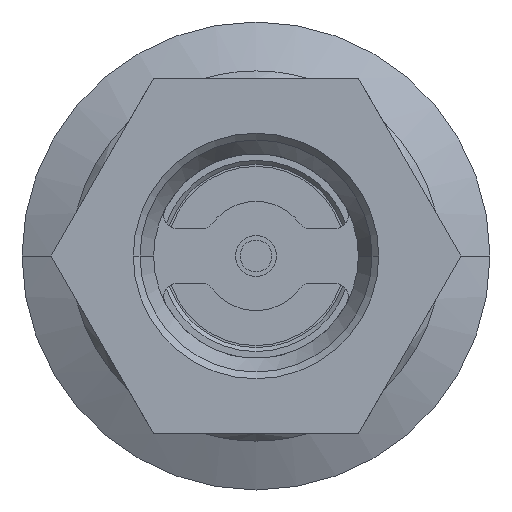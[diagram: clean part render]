
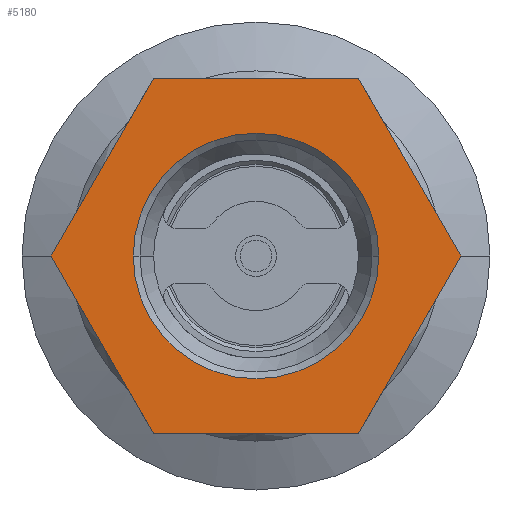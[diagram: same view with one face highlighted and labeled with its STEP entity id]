
A CAD part, left-side view. The second image highlights one B-rep face of the part: STEP entity #5180.
In plain terms, the highlighted planar face has unit normal (-1, 0, 0).
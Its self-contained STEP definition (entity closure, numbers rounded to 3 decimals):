
#3477=DIRECTION('',(0.,-1.,0.));
#3478=VECTOR('',#3477,15.011);
#3479=CARTESIAN_POINT('',(4234.189,313.02,13.));
#3480=LINE('',#3479,#3478);
#3527=DIRECTION('',(0.,0.5,-0.866));
#3528=VECTOR('',#3527,15.011);
#3529=CARTESIAN_POINT('',(4234.189,313.02,13.));
#3530=LINE('',#3529,#3528);
#3531=DIRECTION('',(0.,0.5,0.866));
#3532=VECTOR('',#3531,15.011);
#3533=CARTESIAN_POINT('',(4234.189,290.503,
0.));
#3534=LINE('',#3533,#3532);
#3535=DIRECTION('',(0.,-0.5,0.866));
#3536=VECTOR('',#3535,15.011);
#3537=CARTESIAN_POINT('',(4234.189,298.009,-13.));
#3538=LINE('',#3537,#3536);
#3539=DIRECTION('',(0.,-0.5,-0.866));
#3540=VECTOR('',#3539,15.011);
#3541=CARTESIAN_POINT('',(4234.189,320.525,
0.));
#3542=LINE('',#3541,#3540);
#3543=CARTESIAN_POINT('',(4234.189,305.514,0.));
#3544=DIRECTION('',(1.,0.,0.));
#3545=DIRECTION('',(0.,1.,0.));
#3546=AXIS2_PLACEMENT_3D('',#3543,#3544,#3545);
#3548=CARTESIAN_POINT('',(4234.189,305.514,0.));
#3549=DIRECTION('',(1.,0.,0.));
#3550=DIRECTION('',(0.,-1.,0.));
#3551=AXIS2_PLACEMENT_3D('',#3548,#3549,#3550);
#4692=DIRECTION('',(0.,1.,0.));
#4693=VECTOR('',#4692,15.011);
#4694=CARTESIAN_POINT('',(4234.189,298.009,-13.));
#4695=LINE('',#4694,#4693);
#4768=CARTESIAN_POINT('',(4234.189,313.02,13.));
#4770=VERTEX_POINT('',#4768);
#4774=CARTESIAN_POINT('',(4234.189,320.525,
0.));
#4776=VERTEX_POINT('',#4774);
#4779=CARTESIAN_POINT('',(4234.189,298.009,13.));
#4780=VERTEX_POINT('',#4779);
#4783=CARTESIAN_POINT('',(4234.189,298.009,-13.));
#4785=VERTEX_POINT('',#4783);
#4792=CARTESIAN_POINT('',(4234.189,290.503,
0.));
#4794=VERTEX_POINT('',#4792);
#4797=CARTESIAN_POINT('',(4234.189,313.02,-13.));
#4798=VERTEX_POINT('',#4797);
#4897=CARTESIAN_POINT('',(4234.189,296.514,0.));
#4899=VERTEX_POINT('',#4897);
#4901=CARTESIAN_POINT('',(4234.189,314.514,0.));
#4903=VERTEX_POINT('',#4901);
#5157=CARTESIAN_POINT('',(4234.189,316.514,0.));
#5158=DIRECTION('',(-1.,0.,0.));
#5159=DIRECTION('',(0.,0.,1.));
#5160=AXIS2_PLACEMENT_3D('',#5157,#5158,#5159);
#5161=PLANE('',#5160);
#5162=ORIENTED_EDGE('',*,*,#5139,.F.);
#5163=ORIENTED_EDGE('',*,*,#5088,.T.);
#5165=ORIENTED_EDGE('',*,*,#5164,.F.);
#5167=ORIENTED_EDGE('',*,*,#5166,.F.);
#5169=ORIENTED_EDGE('',*,*,#5168,.T.);
#5171=ORIENTED_EDGE('',*,*,#5170,.F.);
#5172=EDGE_LOOP('',(#5162,#5163,#5165,#5167,#5169,#5171));
#5173=FACE_OUTER_BOUND('',#5172,.F.);
#5175=ORIENTED_EDGE('',*,*,#5174,.F.);
#5177=ORIENTED_EDGE('',*,*,#5176,.F.);
#5178=EDGE_LOOP('',(#5175,#5177));
#5179=FACE_BOUND('',#5178,.F.);
#3547=CIRCLE('',#3546,9.);
#3552=CIRCLE('',#3551,9.);
#5088=EDGE_CURVE('',#4770,#4780,#3480,.T.);
#5139=EDGE_CURVE('',#4770,#4776,#3530,.T.);
#5164=EDGE_CURVE('',#4794,#4780,#3534,.T.);
#5166=EDGE_CURVE('',#4785,#4794,#3538,.T.);
#5168=EDGE_CURVE('',#4785,#4798,#4695,.T.);
#5170=EDGE_CURVE('',#4776,#4798,#3542,.T.);
#5174=EDGE_CURVE('',#4903,#4899,#3547,.T.);
#5176=EDGE_CURVE('',#4899,#4903,#3552,.T.);
#5180=ADVANCED_FACE('',(#5173,#5179),#5161,.T.);
